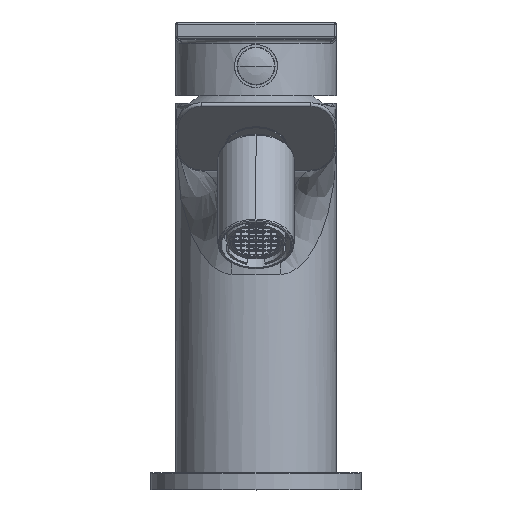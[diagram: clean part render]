
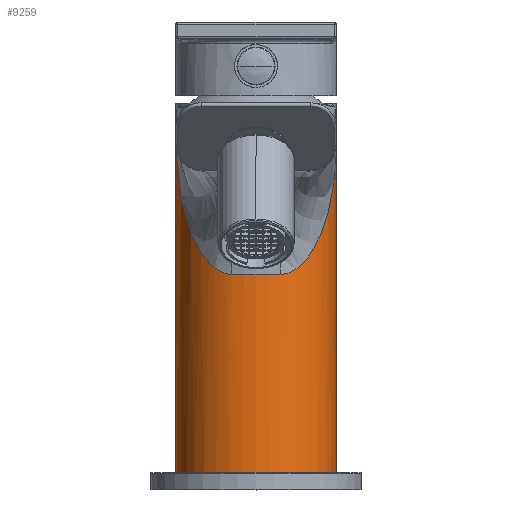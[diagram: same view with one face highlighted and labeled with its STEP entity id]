
A CAD part, top view. The second image highlights one B-rep face of the part: STEP entity #9259.
In plain terms, the highlighted cylindrical face has radius 19 mm (diameter 38 mm), a partial arc.
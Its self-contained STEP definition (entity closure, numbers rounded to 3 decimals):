
#2337=CARTESIAN_POINT('',(-19.,109.,0.));
#2920=CARTESIAN_POINT('',(0.,31.5,0.));
#2921=DIRECTION('',(0.,1.,0.));
#2922=DIRECTION('',(-1.,0.,0.));
#2923=AXIS2_PLACEMENT_3D('',#2920,#2921,#2922);
#2925=DIRECTION('',(0.,1.,0.));
#2926=VECTOR('',#2925,77.5);
#2927=CARTESIAN_POINT('',(-19.,31.5,0.));
#2928=LINE('',#2927,#2926);
#2929=CARTESIAN_POINT('',(-19.,109.,0.));
#2930=CARTESIAN_POINT('',(-19.,107.939,
0.553));
#2931=CARTESIAN_POINT('',(-18.952,105.917,1.608));
#2932=CARTESIAN_POINT('',(-18.773,103.195,3.031));
#2933=CARTESIAN_POINT('',(-18.518,100.752,4.314));
#2934=CARTESIAN_POINT('',(-18.198,98.491,5.506));
#2935=CARTESIAN_POINT('',(-17.807,96.307,6.666));
#2936=CARTESIAN_POINT('',(-17.331,94.154,7.82));
#2937=CARTESIAN_POINT('',(-16.777,92.073,8.947));
#2938=CARTESIAN_POINT('',(-16.161,90.13,10.015));
#2939=CARTESIAN_POINT('',(-15.516,88.396,10.985));
#2940=CARTESIAN_POINT('',(-14.876,86.906,11.834));
#2941=CARTESIAN_POINT('',(-14.248,85.624,12.581));
#2942=CARTESIAN_POINT('',(-13.615,84.482,13.263));
#2943=CARTESIAN_POINT('',(-12.971,83.456,13.893));
#2944=CARTESIAN_POINT('',(-12.335,82.563,14.46));
#2945=CARTESIAN_POINT('',(-11.719,81.801,14.962));
#2946=CARTESIAN_POINT('',(-11.114,81.141,15.417));
#2947=CARTESIAN_POINT('',(-10.492,80.547,15.846));
#2948=CARTESIAN_POINT('',(-9.831,80.004,16.265));
#2949=CARTESIAN_POINT('',(-9.13,79.525,16.669));
#2950=CARTESIAN_POINT('',(-8.387,79.119,17.056));
#2951=CARTESIAN_POINT('',(-7.605,78.802,17.419));
#2952=CARTESIAN_POINT('',(-6.745,78.572,17.772));
#2953=CARTESIAN_POINT('',(-6.051,78.5,18.015));
#2954=CARTESIAN_POINT('',(-5.678,78.5,18.132));
#2956=CARTESIAN_POINT('',(0.,78.5,0.));
#2957=DIRECTION('',(0.,1.,0.));
#2958=DIRECTION('',(-0.299,0.,0.954));
#2959=AXIS2_PLACEMENT_3D('',#2956,#2957,#2958);
#2961=CARTESIAN_POINT('',(5.678,78.5,18.132));
#2962=CARTESIAN_POINT('',(6.044,78.5,18.017));
#2963=CARTESIAN_POINT('',(6.749,78.569,17.772));
#2964=CARTESIAN_POINT('',(7.717,78.833,17.372));
#2965=CARTESIAN_POINT('',(8.634,79.236,16.935));
#2966=CARTESIAN_POINT('',(9.492,79.754,16.468));
#2967=CARTESIAN_POINT('',(10.287,80.363,15.983));
#2968=CARTESIAN_POINT('',(11.025,81.045,15.483));
#2969=CARTESIAN_POINT('',(11.739,81.819,14.949));
#2970=CARTESIAN_POINT('',(12.454,82.718,14.359));
#2971=CARTESIAN_POINT('',(13.155,83.732,13.721));
#2972=CARTESIAN_POINT('',(13.829,84.85,13.041));
#2973=CARTESIAN_POINT('',(14.503,86.12,12.29));
#2974=CARTESIAN_POINT('',(15.204,87.637,11.415));
#2975=CARTESIAN_POINT('',(15.91,89.418,10.411));
#2976=CARTESIAN_POINT('',(16.561,91.353,9.341));
#2977=CARTESIAN_POINT('',(17.134,93.373,8.241));
#2978=CARTESIAN_POINT('',(17.631,95.463,7.117));
#2979=CARTESIAN_POINT('',(18.059,97.653,5.95));
#2980=CARTESIAN_POINT('',(18.427,100.02,4.699));
#2981=CARTESIAN_POINT('',(18.73,102.674,3.304));
#2982=CARTESIAN_POINT('',(18.944,105.655,1.745));
#2983=CARTESIAN_POINT('',(19.,107.851,0.599));
#2984=CARTESIAN_POINT('',(19.,109.,0.));
#2986=DIRECTION('',(0.,1.,0.));
#2987=VECTOR('',#2986,77.5);
#2988=CARTESIAN_POINT('',(19.,31.5,0.));
#2989=LINE('',#2988,#2987);
#3028=VERTEX_POINT('',#2961);
#3029=VERTEX_POINT('',#2984);
#3031=CARTESIAN_POINT('',(-5.678,78.5,18.132));
#3032=VERTEX_POINT('',#3031);
#3035=VERTEX_POINT('',#2337);
#3457=CARTESIAN_POINT('',(19.,31.5,0.));
#3458=CARTESIAN_POINT('',(-19.,31.5,0.));
#3459=VERTEX_POINT('',#3457);
#3460=VERTEX_POINT('',#3458);
#9244=CARTESIAN_POINT('',(0.,-5.95,0.));
#9245=DIRECTION('',(0.,1.,0.));
#9246=DIRECTION('',(1.,0.,0.));
#9247=AXIS2_PLACEMENT_3D('',#9244,#9245,#9246);
#9248=CYLINDRICAL_SURFACE('',#9247,19.);
#9249=ORIENTED_EDGE('',*,*,#3495,.F.);
#9250=ORIENTED_EDGE('',*,*,#3484,.T.);
#9252=ORIENTED_EDGE('',*,*,#9251,.T.);
#9254=ORIENTED_EDGE('',*,*,#9253,.T.);
#9255=ORIENTED_EDGE('',*,*,#9236,.T.);
#9256=ORIENTED_EDGE('',*,*,#3468,.F.);
#9257=EDGE_LOOP('',(#9249,#9250,#9252,#9254,#9255,#9256));
#9258=FACE_OUTER_BOUND('',#9257,.F.);
#9259=ADVANCED_FACE('',(#9258),#9248,.T.);
#2924=CIRCLE('',#2923,19.);
#2955=B_SPLINE_CURVE_WITH_KNOTS('',3,(#2929,#2930,#2931,#2932,#2933,#2934,#2935,
#2936,#2937,#2938,#2939,#2940,#2941,#2942,#2943,#2944,#2945,#2946,#2947,#2948,
#2949,#2950,#2951,#2952,#2953,#2954),.UNSPECIFIED.,.F.,.F.,(4,1,1,1,1,1,1,1,1,1,
1,1,1,1,1,1,1,1,1,1,1,1,1,4),(0.,0.043,0.087,
0.13,0.174,0.217,0.261,
0.304,0.348,0.391,0.435,
0.478,0.522,0.565,0.609,
0.652,0.696,0.739,0.783,
0.826,0.87,0.913,0.957,1.),
.UNSPECIFIED.);
#2960=CIRCLE('',#2959,19.);
#2985=B_SPLINE_CURVE_WITH_KNOTS('',3,(#2961,#2962,#2963,#2964,#2965,#2966,#2967,
#2968,#2969,#2970,#2971,#2972,#2973,#2974,#2975,#2976,#2977,#2978,#2979,#2980,
#2981,#2982,#2983,#2984),.UNSPECIFIED.,.F.,.F.,(4,1,1,1,1,1,1,1,1,1,1,1,1,1,1,1,
1,1,1,1,1,4),(0.,0.048,0.095,0.143,
0.19,0.238,0.286,0.333,
0.381,0.429,0.476,0.524,
0.571,0.619,0.667,0.714,
0.762,0.81,0.857,0.905,
0.952,1.),.UNSPECIFIED.);
#3468=EDGE_CURVE('',#3459,#3029,#2989,.T.);
#3484=EDGE_CURVE('',#3460,#3035,#2928,.T.);
#3495=EDGE_CURVE('',#3460,#3459,#2924,.T.);
#9236=EDGE_CURVE('',#3028,#3029,#2985,.T.);
#9251=EDGE_CURVE('',#3035,#3032,#2955,.T.);
#9253=EDGE_CURVE('',#3032,#3028,#2960,.T.);
